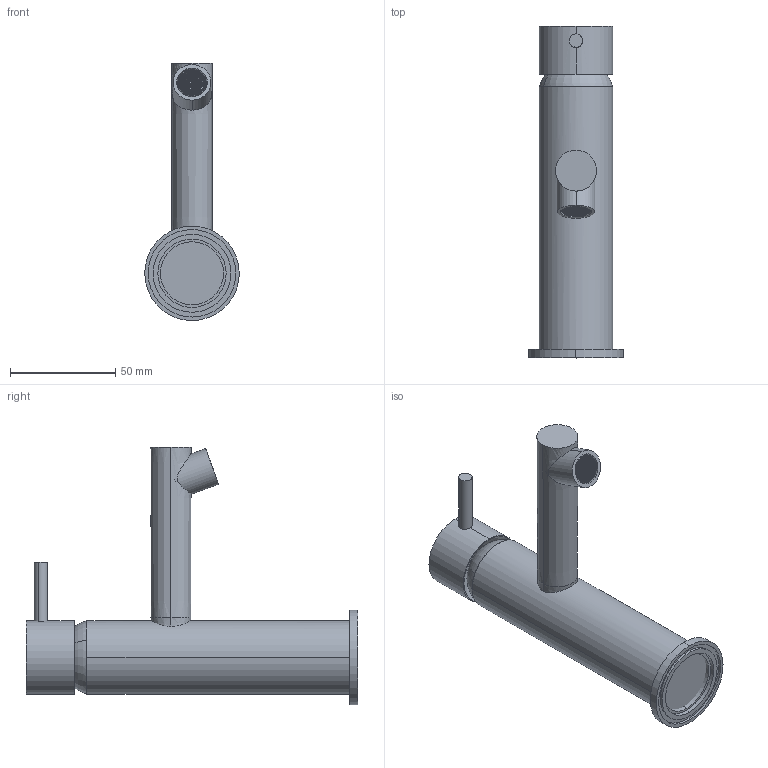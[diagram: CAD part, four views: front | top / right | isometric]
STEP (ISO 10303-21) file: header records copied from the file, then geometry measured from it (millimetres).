
FILE_DESCRIPTION (( 'STEP AP214' ), '1' );
FILE_NAME ('SUSSEX_SCALA_SLBM_mini_basin_mixer_shell.STEP', '2021-06-22T05:43:30', ( '' ), ( '' ), 'SwSTEP 2.0', 'SolidWorks 2020', '' );
FILE_SCHEMA (( 'AUTOMOTIVE_DESIGN' ));
Length unit declared in the file: millimetre
Products named in the file (1): SUSSEX_SCALA_SLBM_mini_basin_mixer_shell
Bounding box: 45 x 157.96 x 122.4 mm (x, y, z)
Volume: 167800.8 mm3; surface area: 35923.7 mm2
Topology: 9 solids, 9 shells, 1978 faces, 5969 edges, 3973 vertices
Faces by surface type: plane 1851, bspline 57, cylinder 54, cone 12, torus 4
Entity records: 88420 total; most frequent: CARTESIAN_POINT 13016, ORIENTED_EDGE 11934, DIRECTION 9929, EDGE_CURVE 5967, LINE 5597, VECTOR 5597, VERTEX_POINT 3973, EDGE_LOOP 2574
